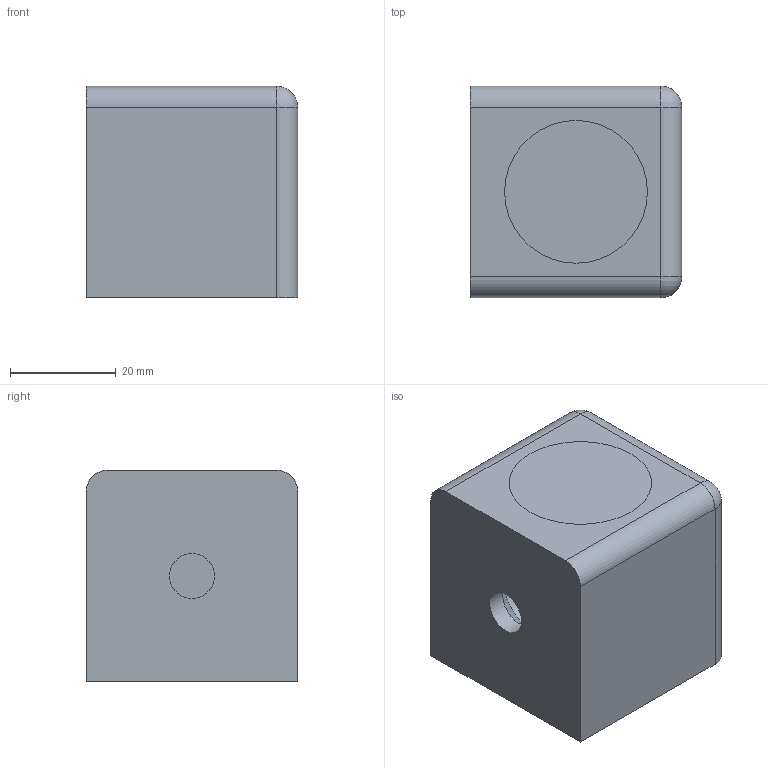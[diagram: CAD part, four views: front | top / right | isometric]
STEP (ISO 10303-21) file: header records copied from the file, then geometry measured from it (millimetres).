
FILE_DESCRIPTION(('STEP AP203'),'1');
FILE_NAME('FIXE08E1537.stp','2023-12-11T13:57:49',(' '),(' '),'Spatial InterOp 3D',' ',' ');
FILE_SCHEMA(('CONFIG_CONTROL_DESIGN'));
Length unit declared in the file: millimetre
Products named in the file (3): Raccord Cube 2D 8-40 argent; BouchonRaccordCube
Assembly tree (3 placements, depth 2):
  Raccord Cube 2D 8-40 argent
    Raccord Cube 2D 8-40 argent
    BouchonRaccordCube  x2
Bounding box: 40 x 40 x 40 mm (x, y, z)
Volume: 45925.9 mm3; surface area: 15593.9 mm2
Topology: 3 solids, 3 shells, 36 faces, 80 edges, 48 vertices
Faces by surface type: cylinder 15, plane 12, cone 6, sphere 3
Full cylindrical faces by diameter (mm): 8.5 x2, 16.3 x2, 21 x2, 24 x4
Entity records: 1591 total; most frequent: CARTESIAN_POINT 220, DIRECTION 149, ORIENTED_EDGE 102, PROPERTY_DEFINITION_REPRESENTATION 98, GENERAL_PROPERTY_ASSOCIATION 98, PROPERTY_DEFINITION 98, REPRESENTATION 98, GENERAL_PROPERTY 98
